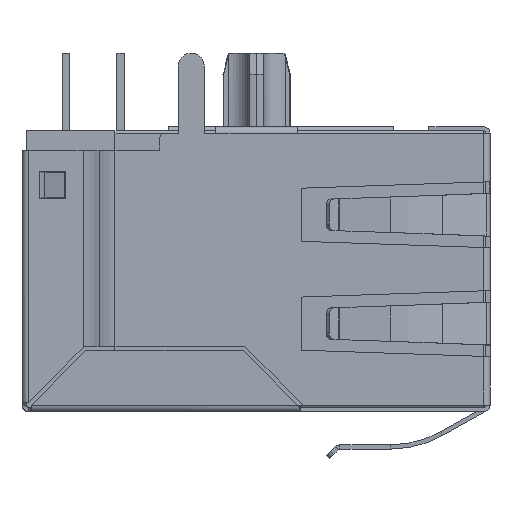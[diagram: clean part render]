
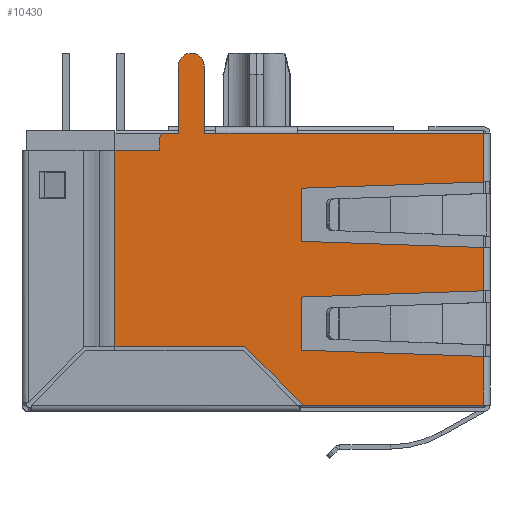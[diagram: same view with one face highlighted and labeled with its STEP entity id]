
A CAD part, left-side view. The second image highlights one B-rep face of the part: STEP entity #10430.
In plain terms, the highlighted planar face has unit normal (-1, 0, 0).
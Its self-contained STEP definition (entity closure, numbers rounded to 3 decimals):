
#10430=ADVANCED_FACE('',(#13889),#13890,.T.);
#13889=FACE_OUTER_BOUND('',#15190,.T.);
#13890=PLANE('',#15191);
#15190=EDGE_LOOP('',(#17382,#17383,#17384,#17385,#17386,#17387,#17388,#17389,#17390,#17391,#17392,#17393,#17394,#17395,#17396,#17397,#17398,#17399,#17400,#17401,#17402,#17403,#17404,#17405));
#15191=AXIS2_PLACEMENT_3D('',#17406,#17407,#17408);
#17382=ORIENTED_EDGE('',*,*,#20759,.T.);
#17383=ORIENTED_EDGE('',*,*,#20760,.T.);
#17384=ORIENTED_EDGE('',*,*,#20761,.F.);
#17385=ORIENTED_EDGE('',*,*,#20762,.F.);
#17386=ORIENTED_EDGE('',*,*,#20763,.T.);
#17387=ORIENTED_EDGE('',*,*,#20764,.T.);
#17388=ORIENTED_EDGE('',*,*,#20765,.T.);
#17389=ORIENTED_EDGE('',*,*,#20766,.T.);
#17390=ORIENTED_EDGE('',*,*,#20767,.T.);
#17391=ORIENTED_EDGE('',*,*,#20768,.T.);
#17392=ORIENTED_EDGE('',*,*,#20769,.T.);
#17393=ORIENTED_EDGE('',*,*,#20770,.T.);
#17394=ORIENTED_EDGE('',*,*,#20585,.T.);
#17395=ORIENTED_EDGE('',*,*,#20584,.F.);
#17396=ORIENTED_EDGE('',*,*,#20771,.F.);
#17397=ORIENTED_EDGE('',*,*,#20772,.F.);
#17398=ORIENTED_EDGE('',*,*,#20753,.T.);
#17399=ORIENTED_EDGE('',*,*,#20755,.T.);
#17400=ORIENTED_EDGE('',*,*,#20773,.T.);
#17401=ORIENTED_EDGE('',*,*,#20774,.T.);
#17402=ORIENTED_EDGE('',*,*,#20775,.F.);
#17403=ORIENTED_EDGE('',*,*,#20328,.F.);
#17404=ORIENTED_EDGE('',*,*,#20776,.F.);
#17405=ORIENTED_EDGE('',*,*,#20777,.F.);
#17406=CARTESIAN_POINT('',(-7.94,-10.75,-6.35));
#17407=DIRECTION('',(-1.0,0.,0.0));
#17408=DIRECTION('',(0.0,0.0,1.0));
#20328=EDGE_CURVE('',#21519,#21522,#21523,.T.);
#20584=EDGE_CURVE('',#21982,#21974,#21984,.T.);
#20585=EDGE_CURVE('',#21985,#21974,#21986,.T.);
#20753=EDGE_CURVE('',#22260,#22262,#22264,.T.);
#20755=EDGE_CURVE('',#22262,#22266,#22268,.T.);
#20759=EDGE_CURVE('',#22273,#22274,#22275,.T.);
#20760=EDGE_CURVE('',#22274,#22276,#22277,.T.);
#20761=EDGE_CURVE('',#22278,#22276,#22279,.T.);
#20762=EDGE_CURVE('',#22280,#22278,#22281,.T.);
#20763=EDGE_CURVE('',#22280,#22282,#22283,.T.);
#20764=EDGE_CURVE('',#22282,#22284,#22285,.T.);
#20765=EDGE_CURVE('',#22284,#22286,#22287,.T.);
#20766=EDGE_CURVE('',#22286,#22288,#22289,.T.);
#20767=EDGE_CURVE('',#22288,#22290,#22291,.T.);
#20768=EDGE_CURVE('',#22290,#22292,#22293,.T.);
#20769=EDGE_CURVE('',#22292,#22294,#22295,.T.);
#20770=EDGE_CURVE('',#22294,#21985,#22296,.T.);
#20771=EDGE_CURVE('',#22297,#21982,#22298,.T.);
#20772=EDGE_CURVE('',#22260,#22297,#22299,.T.);
#20773=EDGE_CURVE('',#22266,#22300,#22301,.T.);
#20774=EDGE_CURVE('',#22300,#22302,#22303,.T.);
#20775=EDGE_CURVE('',#21522,#22302,#22304,.T.);
#20776=EDGE_CURVE('',#22305,#21519,#22306,.T.);
#20777=EDGE_CURVE('',#22273,#22305,#22307,.T.);
#21519=VERTEX_POINT('',#23405);
#21522=VERTEX_POINT('',#23409);
#21523=CIRCLE('',#23410,0.6);
#21974=VERTEX_POINT('',#24139);
#21982=VERTEX_POINT('',#24149);
#21984=LINE('',#24152,#24153);
#21985=VERTEX_POINT('',#24154);
#21986=LINE('',#24155,#24156);
#22260=VERTEX_POINT('',#24609);
#22262=VERTEX_POINT('',#24611);
#22264=LINE('',#24613,#24614);
#22266=VERTEX_POINT('',#24616);
#22268=LINE('',#24619,#24620);
#22273=VERTEX_POINT('',#24627);
#22274=VERTEX_POINT('',#24628);
#22275=LINE('',#24629,#24630);
#22276=VERTEX_POINT('',#24631);
#22277=CIRCLE('',#24632,0.2);
#22278=VERTEX_POINT('',#24633);
#22279=LINE('',#24634,#24635);
#22280=VERTEX_POINT('',#24636);
#22281=LINE('',#24637,#24638);
#22282=VERTEX_POINT('',#24639);
#22283=LINE('',#24640,#24641);
#22284=VERTEX_POINT('',#24642);
#22285=LINE('',#24643,#24644);
#22286=VERTEX_POINT('',#24645);
#22287=LINE('',#24646,#24647);
#22288=VERTEX_POINT('',#24648);
#22289=LINE('',#24649,#24650);
#22290=VERTEX_POINT('',#24651);
#22291=LINE('',#24652,#24653);
#22292=VERTEX_POINT('',#24654);
#22293=LINE('',#24655,#24656);
#22294=VERTEX_POINT('',#24657);
#22295=LINE('',#24658,#24659);
#22296=LINE('',#24660,#24661);
#22297=VERTEX_POINT('',#24662);
#22298=LINE('',#24663,#24664);
#22299=LINE('',#24665,#24666);
#22300=VERTEX_POINT('',#24667);
#22301=LINE('',#24668,#24669);
#22302=VERTEX_POINT('',#24670);
#22303=LINE('',#24671,#24672);
#22304=LINE('',#24673,#24674);
#22305=VERTEX_POINT('',#24675);
#22306=CIRCLE('',#24676,0.6);
#22307=LINE('',#24677,#24678);
#23405=CARTESIAN_POINT('',(-7.94,3.02,10.08));
#23409=CARTESIAN_POINT('',(-7.94,2.42,9.48));
#23410=AXIS2_PLACEMENT_3D('',#26618,#26619,#26620);
#24139=CARTESIAN_POINT('',(-7.94,-10.62,1.01));
#24149=CARTESIAN_POINT('',(-7.94,-2.12,1.3));
#24152=CARTESIAN_POINT('',(-7.94,-2.12,1.3));
#24153=VECTOR('',#26964,1000.0);
#24154=CARTESIAN_POINT('',(-7.94,-10.62,-1.01));
#24155=CARTESIAN_POINT('',(-7.94,-10.62,-6.35));
#24156=VECTOR('',#26965,1000.0);
#24609=CARTESIAN_POINT('',(-7.94,-10.62,4.07));
#24611=CARTESIAN_POINT('',(-7.94,-10.62,6.35));
#24613=CARTESIAN_POINT('',(-7.94,-10.62,-6.35));
#24614=VECTOR('',#27183,1000.0);
#24616=CARTESIAN_POINT('',(-7.94,-1.93,6.35));
#24619=CARTESIAN_POINT('',(-7.94,-10.75,6.35));
#24620=VECTOR('',#27185,1000.0);
#24627=CARTESIAN_POINT('',(-7.94,3.62,6.35));
#24628=CARTESIAN_POINT('',(-7.94,4.28,6.35));
#24629=CARTESIAN_POINT('',(-7.94,-10.75,6.35));
#24630=VECTOR('',#27191,1000.0);
#24631=CARTESIAN_POINT('',(-7.94,4.48,6.15));
#24632=AXIS2_PLACEMENT_3D('',#27192,#27193,#27194);
#24633=CARTESIAN_POINT('',(-7.94,4.48,5.55));
#24634=CARTESIAN_POINT('',(-7.94,4.48,-6.35));
#24635=VECTOR('',#27195,1000.0);
#24636=CARTESIAN_POINT('',(-7.94,6.58,5.55));
#24637=CARTESIAN_POINT('',(-7.94,-10.75,5.55));
#24638=VECTOR('',#27196,1000.0);
#24639=CARTESIAN_POINT('',(-7.94,6.58,-3.616));
#24640=CARTESIAN_POINT('',(-7.94,6.58,6.35));
#24641=VECTOR('',#27197,1000.0);
#24642=CARTESIAN_POINT('',(-7.94,0.524,-3.616));
#24643=CARTESIAN_POINT('',(-7.94,6.58,-3.616));
#24644=VECTOR('',#27198,1000.0);
#24645=CARTESIAN_POINT('',(-7.94,-2.21,-6.35));
#24646=CARTESIAN_POINT('',(-7.94,0.524,-3.616));
#24647=VECTOR('',#27199,1000.0);
#24648=CARTESIAN_POINT('',(-7.94,-10.62,-6.35));
#24649=CARTESIAN_POINT('',(-7.94,-2.21,-6.35));
#24650=VECTOR('',#27200,1000.0);
#24651=CARTESIAN_POINT('',(-7.94,-10.62,-4.07));
#24652=CARTESIAN_POINT('',(-7.94,-10.62,-6.35));
#24653=VECTOR('',#27201,1000.0);
#24654=CARTESIAN_POINT('',(-7.94,-2.12,-3.78));
#24655=CARTESIAN_POINT('',(-7.94,-10.92,-4.08));
#24656=VECTOR('',#27202,1000.0);
#24657=CARTESIAN_POINT('',(-7.94,-2.12,-1.3));
#24658=CARTESIAN_POINT('',(-7.94,-2.12,-3.78));
#24659=VECTOR('',#27203,1000.0);
#24660=CARTESIAN_POINT('',(-7.94,-2.12,-1.3));
#24661=VECTOR('',#27204,1000.0);
#24662=CARTESIAN_POINT('',(-7.94,-2.12,3.78));
#24663=CARTESIAN_POINT('',(-7.94,-2.12,3.78));
#24664=VECTOR('',#27205,1000.0);
#24665=CARTESIAN_POINT('',(-7.94,-10.92,4.08));
#24666=VECTOR('',#27206,1000.0);
#24667=CARTESIAN_POINT('',(-7.94,1.87,6.35));
#24668=CARTESIAN_POINT('',(-7.94,-1.93,6.35));
#24669=VECTOR('',#27207,1000.0);
#24670=CARTESIAN_POINT('',(-7.94,2.42,6.35));
#24671=CARTESIAN_POINT('',(-7.94,-10.75,6.35));
#24672=VECTOR('',#27208,1000.0);
#24673=CARTESIAN_POINT('',(-7.94,2.42,9.48));
#24674=VECTOR('',#27209,1000.0);
#24675=CARTESIAN_POINT('',(-7.94,3.62,9.48));
#24676=AXIS2_PLACEMENT_3D('',#27210,#27211,#27212);
#24677=CARTESIAN_POINT('',(-7.94,3.62,6.35));
#24678=VECTOR('',#27213,1000.0);
#26618=CARTESIAN_POINT('',(-7.94,3.02,9.48));
#26619=DIRECTION('',(1.0,0.0,0.0));
#26620=DIRECTION('',(0.0,1.0,0.0));
#26964=DIRECTION('',(0.0,-0.999,-0.034));
#26965=DIRECTION('',(0.0,0.0,1.0));
#27183=DIRECTION('',(0.0,0.0,1.0));
#27185=DIRECTION('',(0.,1.0,0.));
#27191=DIRECTION('',(0.,1.0,0.));
#27192=CARTESIAN_POINT('',(-7.94,4.28,6.15));
#27193=DIRECTION('',(-1.0,0.,0.0));
#27194=DIRECTION('',(0.,-1.0,0.0));
#27195=DIRECTION('',(0.0,0.0,1.0));
#27196=DIRECTION('',(0.,-1.0,0.0));
#27197=DIRECTION('',(0.0,0.0,-1.0));
#27198=DIRECTION('',(0.,-1.0,0.));
#27199=DIRECTION('',(0.,-0.707,-0.707));
#27200=DIRECTION('',(0.,-1.0,0.));
#27201=DIRECTION('',(0.0,0.0,1.0));
#27202=DIRECTION('',(0.0,0.999,0.034));
#27203=DIRECTION('',(0.0,0.0,1.0));
#27204=DIRECTION('',(0.0,-0.999,0.034));
#27205=DIRECTION('',(0.0,0.0,-1.0));
#27206=DIRECTION('',(0.0,0.999,-0.034));
#27207=DIRECTION('',(0.,1.0,0.));
#27208=DIRECTION('',(0.,1.0,0.));
#27209=DIRECTION('',(0.0,0.0,-1.0));
#27210=CARTESIAN_POINT('',(-7.94,3.02,9.48));
#27211=DIRECTION('',(1.0,0.0,0.0));
#27212=DIRECTION('',(0.0,1.0,0.0));
#27213=DIRECTION('',(0.0,0.0,1.0));
